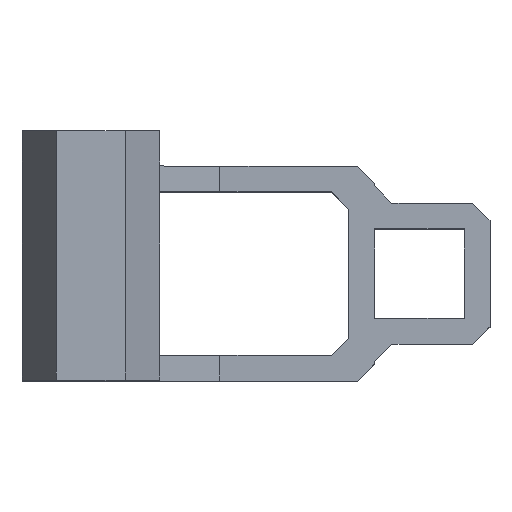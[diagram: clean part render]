
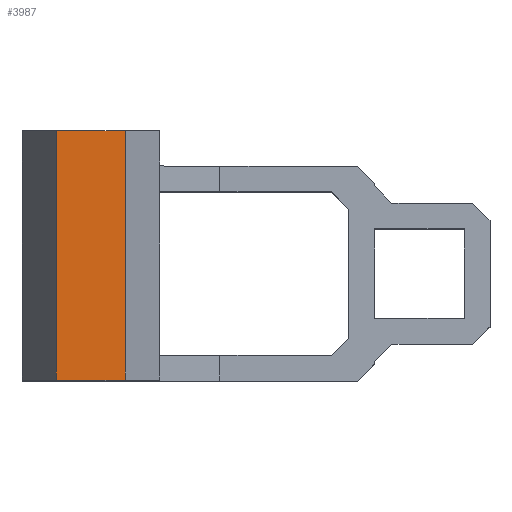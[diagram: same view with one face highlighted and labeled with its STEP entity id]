
A CAD part, top view. The second image highlights one B-rep face of the part: STEP entity #3987.
In plain terms, the highlighted planar face has unit normal (0, 0, 1).
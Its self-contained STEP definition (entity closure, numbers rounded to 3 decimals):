
#213 = PLANE('',#214);
#214 = AXIS2_PLACEMENT_3D('',#215,#216,#217);
#215 = CARTESIAN_POINT('',(328.786,-12.5,
    -212.458));
#216 = DIRECTION('',(0.,-1.,0.));
#217 = DIRECTION('',(-1.,0.,0.));
#963 = PLANE('',#964);
#964 = AXIS2_PLACEMENT_3D('',#965,#966,#967);
#965 = CARTESIAN_POINT('',(317.6,2.,-160.336));
#966 = DIRECTION('',(-0.866,0.,0.5));
#967 = DIRECTION('',(-0.5,0.,-0.866));
#1090 = PLANE('',#1091);
#1091 = AXIS2_PLACEMENT_3D('',#1092,#1093,#1094);
#1092 = CARTESIAN_POINT('',(329.6,2.,
    -160.336));
#1093 = DIRECTION('',(0.866,0.,0.5)
  );
#1094 = DIRECTION('',(-0.5,0.,0.866));
#1957 = PLANE('',#1958);
#1958 = AXIS2_PLACEMENT_3D('',#1959,#1960,#1961);
#1959 = CARTESIAN_POINT('',(327.6,16.5,-253.8));
#1960 = DIRECTION('',(0.,1.,0.));
#1961 = DIRECTION('',(1.,0.,0.));
#3750 = VERTEX_POINT('',#3751);
#3751 = CARTESIAN_POINT('',(319.6,16.5,-156.872));
#3777 = VERTEX_POINT('',#3778);
#3778 = CARTESIAN_POINT('',(319.6,-12.5,-156.872));
#3799 = EDGE_CURVE('',#3777,#3750,#3800,.T.);
#3800 = SURFACE_CURVE('',#3801,(#3805,#3812),.PCURVE_S1.);
#3801 = LINE('',#3802,#3803);
#3802 = CARTESIAN_POINT('',(319.6,-12.5,-156.872));
#3803 = VECTOR('',#3804,1.);
#3804 = DIRECTION('',(0.,1.,0.));
#3805 = PCURVE('',#963,#3806);
#3806 = DEFINITIONAL_REPRESENTATION('',(#3807),#3811);
#3807 = LINE('',#3808,#3809);
#3808 = CARTESIAN_POINT('',(-4.,14.5));
#3809 = VECTOR('',#3810,1.);
#3810 = DIRECTION('',(0.,-1.));
#3811 = ( GEOMETRIC_REPRESENTATION_CONTEXT(2) 
PARAMETRIC_REPRESENTATION_CONTEXT() REPRESENTATION_CONTEXT('2D SPACE',''
  ) );
#3812 = PCURVE('',#3813,#3818);
#3813 = PLANE('',#3814);
#3814 = AXIS2_PLACEMENT_3D('',#3815,#3816,#3817);
#3815 = CARTESIAN_POINT('',(323.6,2.,-156.872));
#3816 = DIRECTION('',(0.,0.,-1.));
#3817 = DIRECTION('',(-1.,0.,0.));
#3818 = DEFINITIONAL_REPRESENTATION('',(#3819),#3823);
#3819 = LINE('',#3820,#3821);
#3820 = CARTESIAN_POINT('',(4.,-14.5));
#3821 = VECTOR('',#3822,1.);
#3822 = DIRECTION('',(0.,1.));
#3823 = ( GEOMETRIC_REPRESENTATION_CONTEXT(2) 
PARAMETRIC_REPRESENTATION_CONTEXT() REPRESENTATION_CONTEXT('2D SPACE',''
  ) );
#3829 = VERTEX_POINT('',#3830);
#3830 = CARTESIAN_POINT('',(327.6,-12.5,-156.872));
#3856 = VERTEX_POINT('',#3857);
#3857 = CARTESIAN_POINT('',(327.6,16.5,-156.872));
#3878 = EDGE_CURVE('',#3856,#3829,#3879,.T.);
#3879 = SURFACE_CURVE('',#3880,(#3884,#3891),.PCURVE_S1.);
#3880 = LINE('',#3881,#3882);
#3881 = CARTESIAN_POINT('',(327.6,12.5,-156.872));
#3882 = VECTOR('',#3883,1.);
#3883 = DIRECTION('',(0.,-1.,0.));
#3884 = PCURVE('',#1090,#3885);
#3885 = DEFINITIONAL_REPRESENTATION('',(#3886),#3890);
#3886 = LINE('',#3887,#3888);
#3887 = CARTESIAN_POINT('',(4.,-10.5));
#3888 = VECTOR('',#3889,1.);
#3889 = DIRECTION('',(0.,1.));
#3890 = ( GEOMETRIC_REPRESENTATION_CONTEXT(2) 
PARAMETRIC_REPRESENTATION_CONTEXT() REPRESENTATION_CONTEXT('2D SPACE',''
  ) );
#3891 = PCURVE('',#3813,#3892);
#3892 = DEFINITIONAL_REPRESENTATION('',(#3893),#3897);
#3893 = LINE('',#3894,#3895);
#3894 = CARTESIAN_POINT('',(-4.,10.5));
#3895 = VECTOR('',#3896,1.);
#3896 = DIRECTION('',(0.,-1.));
#3897 = ( GEOMETRIC_REPRESENTATION_CONTEXT(2) 
PARAMETRIC_REPRESENTATION_CONTEXT() REPRESENTATION_CONTEXT('2D SPACE',''
  ) );
#3906 = EDGE_CURVE('',#3829,#3777,#3907,.T.);
#3907 = SURFACE_CURVE('',#3908,(#3912,#3919),.PCURVE_S1.);
#3908 = LINE('',#3909,#3910);
#3909 = CARTESIAN_POINT('',(327.6,-12.5,-156.872));
#3910 = VECTOR('',#3911,1.);
#3911 = DIRECTION('',(-1.,0.,0.));
#3912 = PCURVE('',#213,#3913);
#3913 = DEFINITIONAL_REPRESENTATION('',(#3914),#3918);
#3914 = LINE('',#3915,#3916);
#3915 = CARTESIAN_POINT('',(1.186,-55.586));
#3916 = VECTOR('',#3917,1.);
#3917 = DIRECTION('',(1.,0.));
#3918 = ( GEOMETRIC_REPRESENTATION_CONTEXT(2) 
PARAMETRIC_REPRESENTATION_CONTEXT() REPRESENTATION_CONTEXT('2D SPACE',''
  ) );
#3919 = PCURVE('',#3813,#3920);
#3920 = DEFINITIONAL_REPRESENTATION('',(#3921),#3925);
#3921 = LINE('',#3922,#3923);
#3922 = CARTESIAN_POINT('',(-4.,-14.5));
#3923 = VECTOR('',#3924,1.);
#3924 = DIRECTION('',(1.,0.));
#3925 = ( GEOMETRIC_REPRESENTATION_CONTEXT(2) 
PARAMETRIC_REPRESENTATION_CONTEXT() REPRESENTATION_CONTEXT('2D SPACE',''
  ) );
#3987 = ADVANCED_FACE('',(#3988),#3813,.F.);
#3988 = FACE_BOUND('',#3989,.T.);
#3989 = EDGE_LOOP('',(#3990,#3991,#3992,#3993));
#3990 = ORIENTED_EDGE('',*,*,#3799,.F.);
#3991 = ORIENTED_EDGE('',*,*,#3906,.F.);
#3992 = ORIENTED_EDGE('',*,*,#3878,.F.);
#3993 = ORIENTED_EDGE('',*,*,#3994,.F.);
#3994 = EDGE_CURVE('',#3750,#3856,#3995,.T.);
#3995 = SURFACE_CURVE('',#3996,(#4000,#4007),.PCURVE_S1.);
#3996 = LINE('',#3997,#3998);
#3997 = CARTESIAN_POINT('',(319.6,16.5,-156.872));
#3998 = VECTOR('',#3999,1.);
#3999 = DIRECTION('',(1.,0.,0.));
#4000 = PCURVE('',#3813,#4001);
#4001 = DEFINITIONAL_REPRESENTATION('',(#4002),#4006);
#4002 = LINE('',#4003,#4004);
#4003 = CARTESIAN_POINT('',(4.,14.5));
#4004 = VECTOR('',#4005,1.);
#4005 = DIRECTION('',(-1.,0.));
#4006 = ( GEOMETRIC_REPRESENTATION_CONTEXT(2) 
PARAMETRIC_REPRESENTATION_CONTEXT() REPRESENTATION_CONTEXT('2D SPACE',''
  ) );
#4007 = PCURVE('',#1957,#4008);
#4008 = DEFINITIONAL_REPRESENTATION('',(#4009),#4013);
#4009 = LINE('',#4010,#4011);
#4010 = CARTESIAN_POINT('',(-8.,-96.928));
#4011 = VECTOR('',#4012,1.);
#4012 = DIRECTION('',(1.,0.));
#4013 = ( GEOMETRIC_REPRESENTATION_CONTEXT(2) 
PARAMETRIC_REPRESENTATION_CONTEXT() REPRESENTATION_CONTEXT('2D SPACE',''
  ) );
